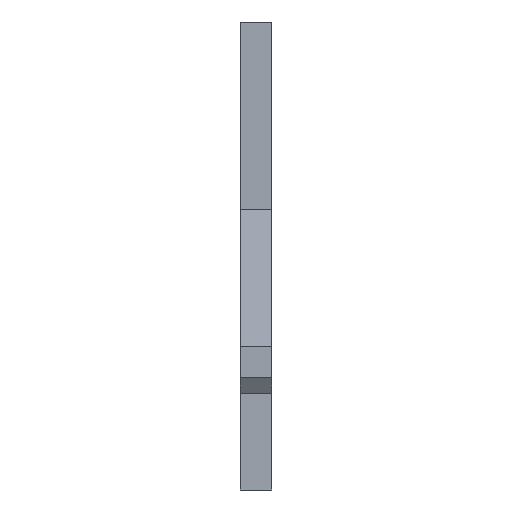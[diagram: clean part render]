
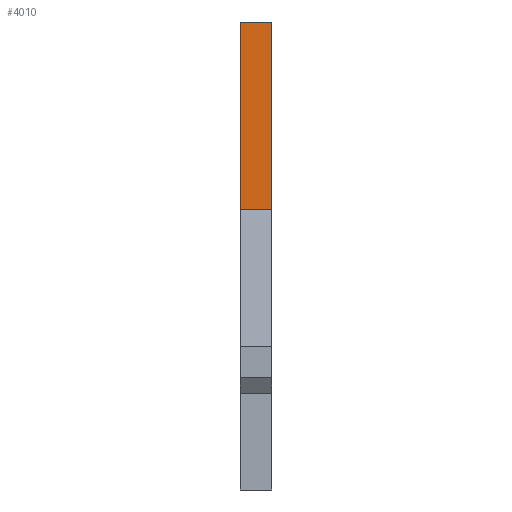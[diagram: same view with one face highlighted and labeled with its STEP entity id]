
A CAD part, left-side view. The second image highlights one B-rep face of the part: STEP entity #4010.
In plain terms, the highlighted planar face has unit normal (-1, 0, 0).
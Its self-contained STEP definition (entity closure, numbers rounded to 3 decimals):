
#3413 = PLANE('',#3414);
#3414 = AXIS2_PLACEMENT_3D('',#3415,#3416,#3417);
#3415 = CARTESIAN_POINT('',(-16.709,0.254,-1.58));
#3416 = DIRECTION('',(0.,1.,0.));
#3417 = DIRECTION('',(1.,0.,0.));
#3467 = PLANE('',#3468);
#3468 = AXIS2_PLACEMENT_3D('',#3469,#3470,#3471);
#3469 = CARTESIAN_POINT('',(-16.709,-0.254,-1.58));
#3470 = DIRECTION('',(0.,1.,0.));
#3471 = DIRECTION('',(1.,0.,0.));
#3902 = PLANE('',#3903);
#3903 = AXIS2_PLACEMENT_3D('',#3904,#3905,#3906);
#3904 = CARTESIAN_POINT('',(-16.311,-0.254,6.04));
#3905 = DIRECTION('',(0.,0.,1.));
#3906 = DIRECTION('',(-1.,0.,-0.));
#3940 = VERTEX_POINT('',#3941);
#3941 = CARTESIAN_POINT('',(-16.709,0.254,6.04));
#3962 = EDGE_CURVE('',#3963,#3940,#3965,.T.);
#3963 = VERTEX_POINT('',#3964);
#3964 = CARTESIAN_POINT('',(-16.709,-0.254,6.04));
#3965 = SURFACE_CURVE('',#3966,(#3970,#3977),.PCURVE_S1.);
#3966 = LINE('',#3967,#3968);
#3967 = CARTESIAN_POINT('',(-16.709,-0.254,6.04));
#3968 = VECTOR('',#3969,1.);
#3969 = DIRECTION('',(0.,1.,0.));
#3970 = PCURVE('',#3902,#3971);
#3971 = DEFINITIONAL_REPRESENTATION('',(#3972),#3976);
#3972 = LINE('',#3973,#3974);
#3973 = CARTESIAN_POINT('',(0.399,0.));
#3974 = VECTOR('',#3975,1.);
#3975 = DIRECTION('',(0.,-1.));
#3976 = ( GEOMETRIC_REPRESENTATION_CONTEXT(2) 
PARAMETRIC_REPRESENTATION_CONTEXT() REPRESENTATION_CONTEXT('2D SPACE',''
  ) );
#3977 = PCURVE('',#3978,#3983);
#3978 = PLANE('',#3979);
#3979 = AXIS2_PLACEMENT_3D('',#3980,#3981,#3982);
#3980 = CARTESIAN_POINT('',(-16.709,-0.254,6.04));
#3981 = DIRECTION('',(-1.,0.,-0.));
#3982 = DIRECTION('',(0.,0.,-1.));
#3983 = DEFINITIONAL_REPRESENTATION('',(#3984),#3988);
#3984 = LINE('',#3985,#3986);
#3985 = CARTESIAN_POINT('',(0.,0.));
#3986 = VECTOR('',#3987,1.);
#3987 = DIRECTION('',(0.,-1.));
#3988 = ( GEOMETRIC_REPRESENTATION_CONTEXT(2) 
PARAMETRIC_REPRESENTATION_CONTEXT() REPRESENTATION_CONTEXT('2D SPACE',''
  ) );
#4010 = ADVANCED_FACE('',(#4011),#3978,.T.);
#4011 = FACE_BOUND('',#4012,.T.);
#4012 = EDGE_LOOP('',(#4013,#4014,#4037,#4065));
#4013 = ORIENTED_EDGE('',*,*,#3962,.T.);
#4014 = ORIENTED_EDGE('',*,*,#4015,.T.);
#4015 = EDGE_CURVE('',#3940,#4016,#4018,.T.);
#4016 = VERTEX_POINT('',#4017);
#4017 = CARTESIAN_POINT('',(-16.709,0.254,2.992));
#4018 = SURFACE_CURVE('',#4019,(#4023,#4030),.PCURVE_S1.);
#4019 = LINE('',#4020,#4021);
#4020 = CARTESIAN_POINT('',(-16.709,0.254,6.04));
#4021 = VECTOR('',#4022,1.);
#4022 = DIRECTION('',(0.,0.,-1.));
#4023 = PCURVE('',#3978,#4024);
#4024 = DEFINITIONAL_REPRESENTATION('',(#4025),#4029);
#4025 = LINE('',#4026,#4027);
#4026 = CARTESIAN_POINT('',(0.,-0.508));
#4027 = VECTOR('',#4028,1.);
#4028 = DIRECTION('',(1.,0.));
#4029 = ( GEOMETRIC_REPRESENTATION_CONTEXT(2) 
PARAMETRIC_REPRESENTATION_CONTEXT() REPRESENTATION_CONTEXT('2D SPACE',''
  ) );
#4030 = PCURVE('',#3413,#4031);
#4031 = DEFINITIONAL_REPRESENTATION('',(#4032),#4036);
#4032 = LINE('',#4033,#4034);
#4033 = CARTESIAN_POINT('',(0.,-7.62));
#4034 = VECTOR('',#4035,1.);
#4035 = DIRECTION('',(0.,1.));
#4036 = ( GEOMETRIC_REPRESENTATION_CONTEXT(2) 
PARAMETRIC_REPRESENTATION_CONTEXT() REPRESENTATION_CONTEXT('2D SPACE',''
  ) );
#4037 = ORIENTED_EDGE('',*,*,#4038,.F.);
#4038 = EDGE_CURVE('',#4039,#4016,#4041,.T.);
#4039 = VERTEX_POINT('',#4040);
#4040 = CARTESIAN_POINT('',(-16.709,-0.254,2.992));
#4041 = SURFACE_CURVE('',#4042,(#4046,#4053),.PCURVE_S1.);
#4042 = LINE('',#4043,#4044);
#4043 = CARTESIAN_POINT('',(-16.709,-0.254,2.992));
#4044 = VECTOR('',#4045,1.);
#4045 = DIRECTION('',(0.,1.,0.));
#4046 = PCURVE('',#3978,#4047);
#4047 = DEFINITIONAL_REPRESENTATION('',(#4048),#4052);
#4048 = LINE('',#4049,#4050);
#4049 = CARTESIAN_POINT('',(3.048,0.));
#4050 = VECTOR('',#4051,1.);
#4051 = DIRECTION('',(0.,-1.));
#4052 = ( GEOMETRIC_REPRESENTATION_CONTEXT(2) 
PARAMETRIC_REPRESENTATION_CONTEXT() REPRESENTATION_CONTEXT('2D SPACE',''
  ) );
#4053 = PCURVE('',#4054,#4059);
#4054 = PLANE('',#4055);
#4055 = AXIS2_PLACEMENT_3D('',#4056,#4057,#4058);
#4056 = CARTESIAN_POINT('',(-16.709,-0.254,2.992));
#4057 = DIRECTION('',(-0.97,0.,0.244)
  );
#4058 = DIRECTION('',(-0.244,0.,
    -0.97));
#4059 = DEFINITIONAL_REPRESENTATION('',(#4060),#4064);
#4060 = LINE('',#4061,#4062);
#4061 = CARTESIAN_POINT('',(0.,0.));
#4062 = VECTOR('',#4063,1.);
#4063 = DIRECTION('',(0.,-1.));
#4064 = ( GEOMETRIC_REPRESENTATION_CONTEXT(2) 
PARAMETRIC_REPRESENTATION_CONTEXT() REPRESENTATION_CONTEXT('2D SPACE',''
  ) );
#4065 = ORIENTED_EDGE('',*,*,#4066,.F.);
#4066 = EDGE_CURVE('',#3963,#4039,#4067,.T.);
#4067 = SURFACE_CURVE('',#4068,(#4072,#4079),.PCURVE_S1.);
#4068 = LINE('',#4069,#4070);
#4069 = CARTESIAN_POINT('',(-16.709,-0.254,6.04));
#4070 = VECTOR('',#4071,1.);
#4071 = DIRECTION('',(0.,0.,-1.));
#4072 = PCURVE('',#3978,#4073);
#4073 = DEFINITIONAL_REPRESENTATION('',(#4074),#4078);
#4074 = LINE('',#4075,#4076);
#4075 = CARTESIAN_POINT('',(0.,0.));
#4076 = VECTOR('',#4077,1.);
#4077 = DIRECTION('',(1.,0.));
#4078 = ( GEOMETRIC_REPRESENTATION_CONTEXT(2) 
PARAMETRIC_REPRESENTATION_CONTEXT() REPRESENTATION_CONTEXT('2D SPACE',''
  ) );
#4079 = PCURVE('',#3467,#4080);
#4080 = DEFINITIONAL_REPRESENTATION('',(#4081),#4085);
#4081 = LINE('',#4082,#4083);
#4082 = CARTESIAN_POINT('',(0.,-7.62));
#4083 = VECTOR('',#4084,1.);
#4084 = DIRECTION('',(0.,1.));
#4085 = ( GEOMETRIC_REPRESENTATION_CONTEXT(2) 
PARAMETRIC_REPRESENTATION_CONTEXT() REPRESENTATION_CONTEXT('2D SPACE',''
  ) );
